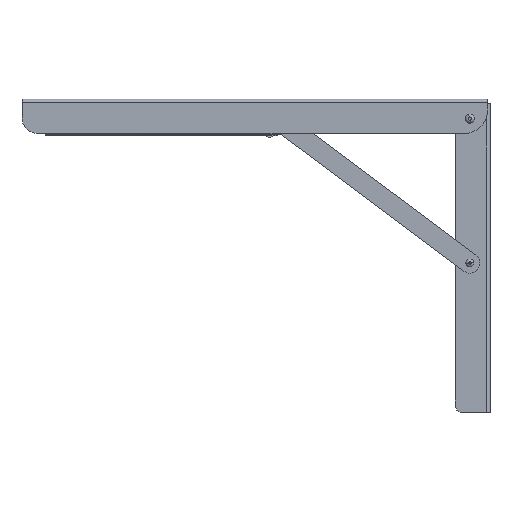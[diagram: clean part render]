
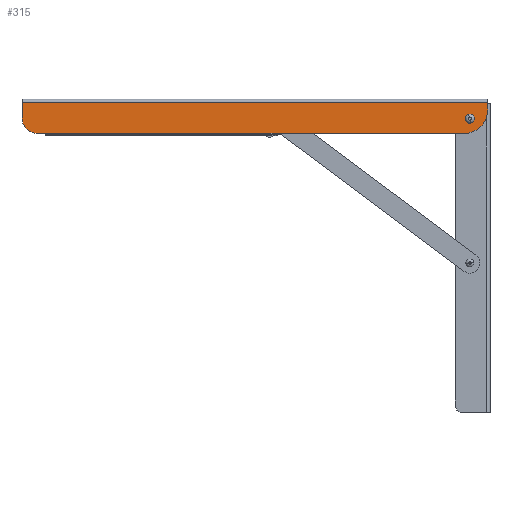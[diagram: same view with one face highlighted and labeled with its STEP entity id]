
A CAD part, front view. The second image highlights one B-rep face of the part: STEP entity #315.
In plain terms, the highlighted planar face has unit normal (0, -1, 0).
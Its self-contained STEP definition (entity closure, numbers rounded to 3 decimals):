
#315=ADVANCED_FACE('NONE',(#950,#951),#952,.F.);
#950=FACE_OUTER_BOUND('',#2070,.T.);
#951=FACE_BOUND('',#2071,.T.);
#952=PLANE('',#2072);
#2070=EDGE_LOOP('',(#17673,#17674,#17675,#17676,#17677,#17678));
#2071=EDGE_LOOP('',(#17679,#17680));
#2072=AXIS2_PLACEMENT_3D('',#17681,#17682,#17683);
#17673=ORIENTED_EDGE('',*,*,#20979,.T.);
#17674=ORIENTED_EDGE('',*,*,#20964,.T.);
#17675=ORIENTED_EDGE('',*,*,#20980,.T.);
#17676=ORIENTED_EDGE('',*,*,#20967,.T.);
#17677=ORIENTED_EDGE('',*,*,#20971,.T.);
#17678=ORIENTED_EDGE('',*,*,#20974,.T.);
#17679=ORIENTED_EDGE('',*,*,#20966,.F.);
#17680=ORIENTED_EDGE('',*,*,#20756,.F.);
#17681=CARTESIAN_POINT('',(-284.52,-29.5,40.));
#17682=DIRECTION('',(0.,1.0,0.));
#17683=DIRECTION('',(1.0,0.,0.));
#20756=EDGE_CURVE('NONE',#22016,#22018,#22019,.T.);
#20964=EDGE_CURVE('NONE',#22334,#22340,#22345,.T.);
#20966=EDGE_CURVE('NONE',#22018,#22016,#22347,.T.);
#20967=EDGE_CURVE('NONE',#22348,#22349,#22350,.T.);
#20971=EDGE_CURVE('NONE',#22349,#22356,#22357,.T.);
#20974=EDGE_CURVE('NONE',#22356,#22361,#22362,.T.);
#20979=EDGE_CURVE('NONE',#22361,#22334,#22368,.T.);
#20980=EDGE_CURVE('NONE',#22340,#22348,#22369,.T.);
#22016=VERTEX_POINT('NONE',#24026);
#22018=VERTEX_POINT('NONE',#24029);
#22019=CIRCLE('',#24030,2.65);
#22334=VERTEX_POINT('NONE',#24487);
#22340=VERTEX_POINT('NONE',#24494);
#22345=LINE('',#24501,#24502);
#22347=CIRCLE('',#24504,2.65);
#22348=VERTEX_POINT('NONE',#24505);
#22349=VERTEX_POINT('NONE',#24506);
#22350=CIRCLE('',#24507,10.0);
#22356=VERTEX_POINT('NONE',#24515);
#22357=LINE('',#24516,#24517);
#22361=VERTEX_POINT('NONE',#24523);
#22362=CIRCLE('',#24524,15.0);
#22368=LINE('',#24533,#24534);
#22369=LINE('',#24535,#24536);
#24026=CARTESIAN_POINT('',(-4.354,-29.5,-9.5));
#24029=CARTESIAN_POINT('',(-9.654,-29.5,-9.5));
#24030=AXIS2_PLACEMENT_3D('',#29065,#29066,#29067);
#24487=CARTESIAN_POINT('',(4.496,-29.5,0.996));
#24494=CARTESIAN_POINT('',(-295.504,-29.5,0.996));
#24501=CARTESIAN_POINT('',(-284.52,-29.5,0.996));
#24502=VECTOR('',#29419,1000.0);
#24504=AXIS2_PLACEMENT_3D('',#29423,#29424,#29425);
#24505=CARTESIAN_POINT('',(-295.504,-29.5,-9.));
#24506=CARTESIAN_POINT('',(-285.504,-29.5,-19.));
#24507=AXIS2_PLACEMENT_3D('',#29426,#29427,#29428);
#24515=CARTESIAN_POINT('',(-10.504,-29.5,-19.));
#24516=CARTESIAN_POINT('',(-285.504,-29.5,-19.));
#24517=VECTOR('',#29434,1000.0);
#24523=CARTESIAN_POINT('',(4.496,-29.5,-4.));
#24524=AXIS2_PLACEMENT_3D('',#29437,#29438,#29439);
#24533=CARTESIAN_POINT('',(4.496,-29.5,-4.));
#24534=VECTOR('',#29446,1000.0);
#24535=CARTESIAN_POINT('',(-295.504,-29.5,-9.));
#24536=VECTOR('',#29447,1000.0);
#29065=CARTESIAN_POINT('',(-7.004,-29.5,-9.5));
#29066=DIRECTION('',(0.,-1.0,0.));
#29067=DIRECTION('',(-1.0,0.,0.));
#29419=DIRECTION('',(-1.0,0.,0.));
#29423=CARTESIAN_POINT('',(-7.004,-29.5,-9.5));
#29424=DIRECTION('',(0.,-1.0,0.));
#29425=DIRECTION('',(-1.0,0.,0.));
#29426=CARTESIAN_POINT('',(-285.504,-29.5,-9.));
#29427=DIRECTION('',(0.,-1.0,0.));
#29428=DIRECTION('',(1.0,0.,0.));
#29434=DIRECTION('',(1.0,0.,0.));
#29437=CARTESIAN_POINT('',(-10.504,-29.5,-4.));
#29438=DIRECTION('',(0.,-1.0,0.));
#29439=DIRECTION('',(-1.0,0.,0.));
#29446=DIRECTION('',(0.,0.,1.0));
#29447=DIRECTION('',(0.,0.,-1.0));
